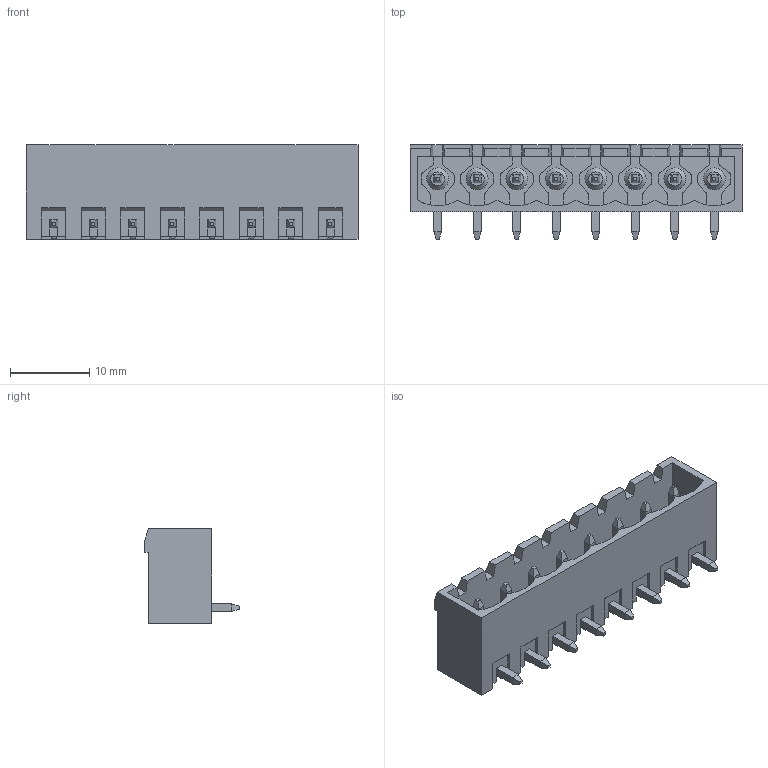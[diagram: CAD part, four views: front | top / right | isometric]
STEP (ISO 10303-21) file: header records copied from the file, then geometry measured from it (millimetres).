
FILE_DESCRIPTION( ( 'Unknown' ), '1' );
FILE_NAME( '691313710008.stp', 'Unknown', ( 'Unknown' ), ( 'Unknown' ), 'PSStep 14.0', 'Unknown', ' ' );
FILE_SCHEMA( ( 'AUTOMOTIVE_DESIGN { 1 0 10303 214 1 1 1 1 }' ) );
Length unit declared in the file: millimetre
Products named in the file (3): Assem1; 6913137100xx_PIN; 691313710008
Assembly tree (9 placements, depth 2):
  Assem1
    6913137100xx_PIN  x8
    691313710008
Bounding box: 42 x 12 x 12 mm (x, y, z)
Volume: 1642.3 mm3; surface area: 3960.9 mm2
Topology: 9 solids, 9 shells, 484 faces, 1286 edges, 828 vertices
Faces by surface type: plane 380, cylinder 88, cone 8, bspline 8
Full cylindrical faces by diameter (mm): 0.75 x8, 2.75 x8
Entity records: 14693 total; most frequent: CARTESIAN_POINT 2244, ORIENTED_EDGE 1974, DIRECTION 1915, EDGE_CURVE 987, LINE 793, VECTOR 793, VERTEX_POINT 666, AXIS2_PLACEMENT_3D 561
